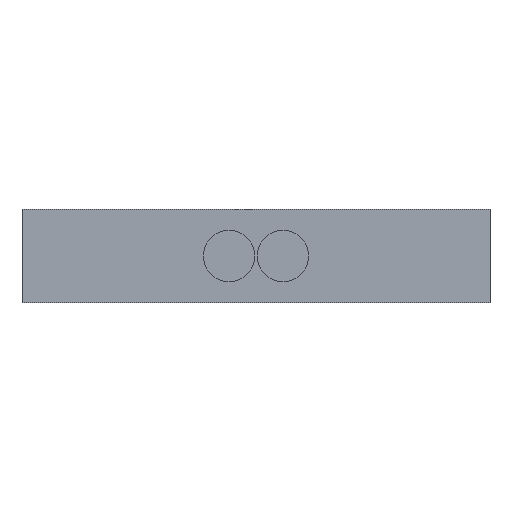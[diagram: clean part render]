
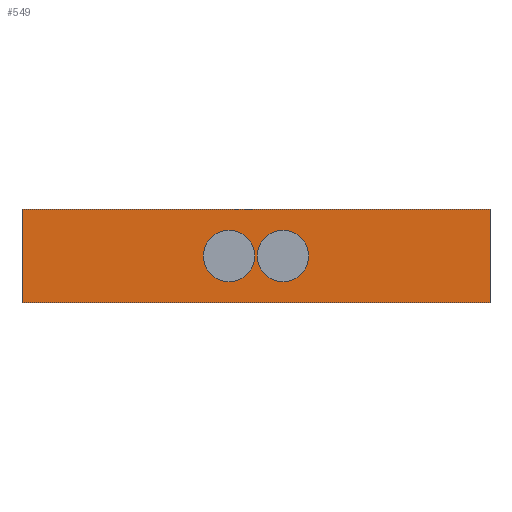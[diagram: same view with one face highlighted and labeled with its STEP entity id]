
A CAD part, front view. The second image highlights one B-rep face of the part: STEP entity #549.
In plain terms, the highlighted planar face has unit normal (0, -1, 0).
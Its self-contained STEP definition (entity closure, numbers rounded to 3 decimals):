
#26=DIRECTION('',(1.,0.,0.));
#27=VECTOR('',#26,20.);
#28=CARTESIAN_POINT('',(-10.,-3.5,-2.));
#29=LINE('',#28,#27);
#83=DIRECTION('',(1.,0.,0.));
#84=VECTOR('',#83,20.);
#85=CARTESIAN_POINT('',(-10.,-3.5,2.));
#86=LINE('',#85,#84);
#135=DIRECTION('',(0.,0.,1.));
#136=VECTOR('',#135,4.);
#137=CARTESIAN_POINT('',(10.,-3.5,-2.));
#138=LINE('',#137,#136);
#139=DIRECTION('',(0.,0.,1.));
#140=VECTOR('',#139,4.);
#141=CARTESIAN_POINT('',(-10.,-3.5,-2.));
#142=LINE('',#141,#140);
#143=CARTESIAN_POINT('',(-1.15,-3.5,0.));
#144=DIRECTION('',(0.,-1.,0.));
#145=DIRECTION('',(1.,0.,0.));
#146=AXIS2_PLACEMENT_3D('',#143,#144,#145);
#148=CARTESIAN_POINT('',(-1.15,-3.5,0.));
#149=DIRECTION('',(0.,-1.,0.));
#150=DIRECTION('',(-1.,0.,0.));
#151=AXIS2_PLACEMENT_3D('',#148,#149,#150);
#153=CARTESIAN_POINT('',(1.15,-3.5,0.));
#154=DIRECTION('',(0.,-1.,0.));
#155=DIRECTION('',(1.,0.,0.));
#156=AXIS2_PLACEMENT_3D('',#153,#154,#155);
#158=CARTESIAN_POINT('',(1.15,-3.5,0.));
#159=DIRECTION('',(0.,-1.,0.));
#160=DIRECTION('',(-1.,0.,0.));
#161=AXIS2_PLACEMENT_3D('',#158,#159,#160);
#283=CARTESIAN_POINT('',(-10.,-3.5,-2.));
#285=VERTEX_POINT('',#283);
#286=CARTESIAN_POINT('',(10.,-3.5,-2.));
#287=VERTEX_POINT('',#286);
#291=CARTESIAN_POINT('',(-10.,-3.5,2.));
#293=VERTEX_POINT('',#291);
#294=CARTESIAN_POINT('',(10.,-3.5,2.));
#295=VERTEX_POINT('',#294);
#346=CARTESIAN_POINT('',(-0.05,-3.5,0.));
#347=CARTESIAN_POINT('',(-2.25,-3.5,0.));
#348=VERTEX_POINT('',#346);
#349=VERTEX_POINT('',#347);
#350=CARTESIAN_POINT('',(2.25,-3.5,0.));
#351=CARTESIAN_POINT('',(0.05,-3.5,0.));
#352=VERTEX_POINT('',#350);
#353=VERTEX_POINT('',#351);
#526=CARTESIAN_POINT('',(-10.,-3.5,-2.));
#527=DIRECTION('',(0.,-1.,0.));
#528=DIRECTION('',(1.,0.,0.));
#529=AXIS2_PLACEMENT_3D('',#526,#527,#528);
#530=PLANE('',#529);
#531=ORIENTED_EDGE('',*,*,#361,.F.);
#532=ORIENTED_EDGE('',*,*,#495,.T.);
#533=ORIENTED_EDGE('',*,*,#458,.T.);
#534=ORIENTED_EDGE('',*,*,#519,.F.);
#535=EDGE_LOOP('',(#531,#532,#533,#534));
#536=FACE_OUTER_BOUND('',#535,.F.);
#538=ORIENTED_EDGE('',*,*,#537,.T.);
#540=ORIENTED_EDGE('',*,*,#539,.T.);
#541=EDGE_LOOP('',(#538,#540));
#542=FACE_BOUND('',#541,.F.);
#544=ORIENTED_EDGE('',*,*,#543,.T.);
#546=ORIENTED_EDGE('',*,*,#545,.T.);
#547=EDGE_LOOP('',(#544,#546));
#548=FACE_BOUND('',#547,.F.);
#549=ADVANCED_FACE('',(#536,#542,#548),#530,.T.);
#147=CIRCLE('',#146,1.1);
#152=CIRCLE('',#151,1.1);
#157=CIRCLE('',#156,1.1);
#162=CIRCLE('',#161,1.1);
#361=EDGE_CURVE('',#285,#287,#29,.T.);
#458=EDGE_CURVE('',#293,#295,#86,.T.);
#495=EDGE_CURVE('',#285,#293,#142,.T.);
#519=EDGE_CURVE('',#287,#295,#138,.T.);
#537=EDGE_CURVE('',#348,#349,#147,.T.);
#539=EDGE_CURVE('',#349,#348,#152,.T.);
#543=EDGE_CURVE('',#352,#353,#157,.T.);
#545=EDGE_CURVE('',#353,#352,#162,.T.);
